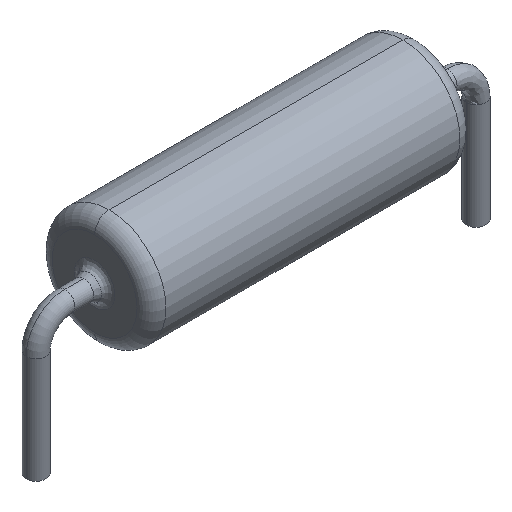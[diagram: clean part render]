
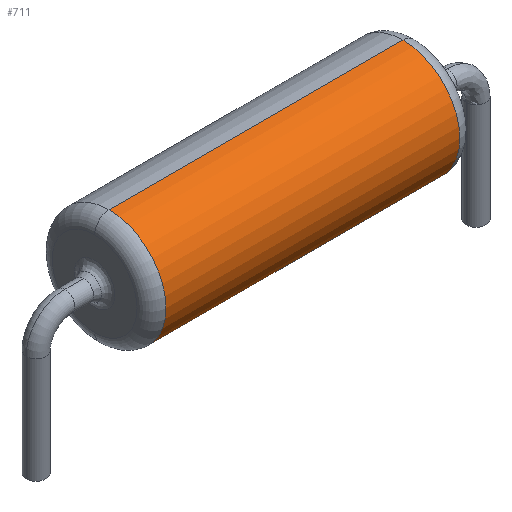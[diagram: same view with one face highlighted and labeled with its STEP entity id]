
A CAD part, isometric view. The second image highlights one B-rep face of the part: STEP entity #711.
In plain terms, the highlighted cylindrical face has radius 1.97 mm (diameter 3.94 mm), a partial arc.
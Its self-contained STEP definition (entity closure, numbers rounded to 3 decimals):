
#643=CARTESIAN_POINT('',(-5.09,0.,3.94));
#644=VERTEX_POINT('',#643);
#661=CARTESIAN_POINT('',(-5.09,0.0,0.0));
#662=VERTEX_POINT('',#661);
#670=CARTESIAN_POINT('',(-5.09,0.,1.97));
#671=DIRECTION('',(-1.0,0.0,0.0));
#672=DIRECTION('',(0.0,0.0,1.0));
#673=AXIS2_PLACEMENT_3D('',#670,#671,#672);
#674=CIRCLE('',#673,1.97);
#675=EDGE_CURVE('',#662,#644,#674,.T.);
#680=CARTESIAN_POINT('',(0.,0.,1.97));
#681=DIRECTION('',(1.0,0.,0.));
#682=DIRECTION('',(0.0,0.0,-1.0));
#683=AXIS2_PLACEMENT_3D('',#680,#681,#682);
#684=CYLINDRICAL_SURFACE('',#683,1.97);
#685=CARTESIAN_POINT('',(5.09,0.0,0.0));
#686=VERTEX_POINT('',#685);
#687=CARTESIAN_POINT('',(5.09,0.,0.));
#688=DIRECTION('',(-1.0,0.0,0.0));
#689=VECTOR('',#688,10.18);
#690=LINE('',#687,#689);
#691=EDGE_CURVE('',#686,#662,#690,.T.);
#692=ORIENTED_EDGE('',*,*,#691,.F.);
#693=CARTESIAN_POINT('',(5.09,0.,3.94));
#694=VERTEX_POINT('',#693);
#695=CARTESIAN_POINT('',(5.09,0.,1.97));
#696=DIRECTION('',(1.0,0.0,0.0));
#697=DIRECTION('',(0.0,0.0,1.0));
#698=AXIS2_PLACEMENT_3D('',#695,#696,#697);
#699=CIRCLE('',#698,1.97);
#700=EDGE_CURVE('',#694,#686,#699,.T.);
#701=ORIENTED_EDGE('',*,*,#700,.F.);
#702=CARTESIAN_POINT('',(5.09,0.,3.94));
#703=DIRECTION('',(-1.0,0.0,0.0));
#704=VECTOR('',#703,10.18);
#705=LINE('',#702,#704);
#706=EDGE_CURVE('',#694,#644,#705,.T.);
#707=ORIENTED_EDGE('',*,*,#706,.T.);
#708=ORIENTED_EDGE('',*,*,#675,.F.);
#709=EDGE_LOOP('',(#692,#701,#707,#708));
#710=FACE_OUTER_BOUND('',#709,.T.);
#711=ADVANCED_FACE('',(#710),#684,.T.);
